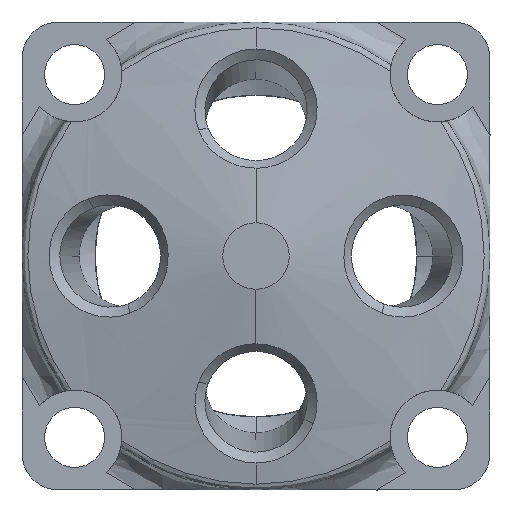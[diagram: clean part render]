
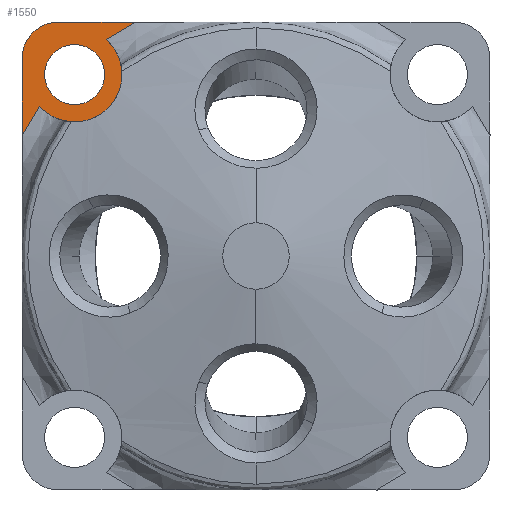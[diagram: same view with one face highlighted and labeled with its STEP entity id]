
A CAD part, front view. The second image highlights one B-rep face of the part: STEP entity #1550.
In plain terms, the highlighted planar face has unit normal (0, -1, 0).
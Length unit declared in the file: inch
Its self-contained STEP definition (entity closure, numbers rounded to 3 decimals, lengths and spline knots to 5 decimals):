
#51 = AXIS2_PLACEMENT_3D ( 'NONE', #2616, #5112, #929 ) ;
#220 = DIRECTION ( 'NONE',  ( 0., 0., 1. ) ) ;
#234 = CARTESIAN_POINT ( 'NONE',  ( -0.63997, -0.325, 0.92524 ) ) ;
#391 = VERTEX_POINT ( 'NONE', #2549 ) ;
#445 = CARTESIAN_POINT ( 'NONE',  ( 1.5, -0.325, 1. ) ) ;
#484 = CARTESIAN_POINT ( 'NONE',  ( -0.95283, -0.325, 0.60008 ) ) ;
#522 = CARTESIAN_POINT ( 'NONE',  ( -0.51539, -0.325, 1. ) ) ;
#564 = ORIENTED_EDGE ( 'NONE', *, *, #3682, .F. ) ;
#625 = ORIENTED_EDGE ( 'NONE', *, *, #757, .T. ) ;
#757 = EDGE_CURVE ( 'NONE', #2671, #1757, #6101, .T. ) ;
#774 = DIRECTION ( 'NONE',  ( 0., 0., -1. ) ) ;
#929 = DIRECTION ( 'NONE',  ( 0., 0., -1. ) ) ;
#981 = EDGE_CURVE ( 'NONE', #2344, #1864, #5429, .T. ) ;
#1135 = CARTESIAN_POINT ( 'NONE',  ( -0.92524, -0.325, 0.63997 ) ) ;
#1432 = DIRECTION ( 'NONE',  ( 0., 0., 1. ) ) ;
#1538 = ORIENTED_EDGE ( 'NONE', *, *, #7398, .T. ) ;
#1550 = ADVANCED_FACE ( 'NONE', ( #3051, #2473 ), #5540, .F. ) ;
#1757 = VERTEX_POINT ( 'NONE', #7944 ) ;
#1806 = EDGE_LOOP ( 'NONE', ( #2832, #4070, #3087, #625, #1538, #7455, #6558 ) ) ;
#1864 = VERTEX_POINT ( 'NONE', #4007 ) ;
#1904 = CARTESIAN_POINT ( 'NONE',  ( -0.63997, -0.325, 0.92524 ) ) ;
#2153 =( BOUNDED_CURVE ( )  B_SPLINE_CURVE ( 3, ( #1135, #484, #5303, #6730 ),
 .UNSPECIFIED., .F., .T. ) 
 B_SPLINE_CURVE_WITH_KNOTS ( ( 4, 4 ),
 ( 0., 1. ),
 .UNSPECIFIED. ) 
 CURVE ( )  GEOMETRIC_REPRESENTATION_ITEM ( )  RATIONAL_B_SPLINE_CURVE ( ( 1., 0.999, 0.999, 1. ) ) 
 REPRESENTATION_ITEM ( '' )  );
#2159 = CARTESIAN_POINT ( 'NONE',  ( -0.775, -0.325, 0.775 ) ) ;
#2220 = VERTEX_POINT ( 'NONE', #4870 ) ;
#2246 = EDGE_CURVE ( 'NONE', #3865, #391, #2336, .T. ) ;
#2293 = CARTESIAN_POINT ( 'NONE',  ( -0.844, -0.325, 1. ) ) ;
#2336 = LINE ( 'NONE', #3564, #7754 ) ;
#2344 = VERTEX_POINT ( 'NONE', #2293 ) ;
#2433 = CARTESIAN_POINT ( 'NONE',  ( 1.5, -0.325, 0. ) ) ;
#2441 = CARTESIAN_POINT ( 'NONE',  ( -0.55853, -0.325, 0.97777 ) ) ;
#2464 = CARTESIAN_POINT ( 'NONE',  ( -1., -0.325, 0.51539 ) ) ;
#2473 = FACE_OUTER_BOUND ( 'NONE', #1806, .T. ) ;
#2549 = CARTESIAN_POINT ( 'NONE',  ( -1., -0.325, 0.844 ) ) ;
#2616 = CARTESIAN_POINT ( 'NONE',  ( -0.844, -0.325, 0.844 ) ) ;
#2671 = VERTEX_POINT ( 'NONE', #3093 ) ;
#2696 = DIRECTION ( 'NONE',  ( 0., -1., 0. ) ) ;
#2759 = VERTEX_POINT ( 'NONE', #6156 ) ;
#2831 = AXIS2_PLACEMENT_3D ( 'NONE', #2996, #2955, #5029 ) ;
#2832 = ORIENTED_EDGE ( 'NONE', *, *, #4350, .F. ) ;
#2859 = CIRCLE ( 'NONE', #7258, 0.202 ) ;
#2955 = DIRECTION ( 'NONE',  ( 0., -1., 0. ) ) ;
#2996 = CARTESIAN_POINT ( 'NONE',  ( -0.775, -0.325, 0.775 ) ) ;
#3051 = FACE_BOUND ( 'NONE', #4479, .T. ) ;
#3087 = ORIENTED_EDGE ( 'NONE', *, *, #6924, .F. ) ;
#3093 = CARTESIAN_POINT ( 'NONE',  ( -0.92524, -0.325, 0.63997 ) ) ;
#3564 = CARTESIAN_POINT ( 'NONE',  ( -1., -0.325, 0. ) ) ;
#3682 = EDGE_CURVE ( 'NONE', #2759, #2220, #4300, .T. ) ;
#3746 = VECTOR ( 'NONE', #7741, 39.37008 ) ;
#3827 = CIRCLE ( 'NONE', #51, 0.156 ) ;
#3865 = VERTEX_POINT ( 'NONE', #2464 ) ;
#4007 = CARTESIAN_POINT ( 'NONE',  ( -0.51539, -0.325, 1. ) ) ;
#4070 = ORIENTED_EDGE ( 'NONE', *, *, #2246, .F. ) ;
#4300 = CIRCLE ( 'NONE', #6380, 0.1285 ) ;
#4350 = EDGE_CURVE ( 'NONE', #391, #2344, #3827, .T. ) ;
#4479 = EDGE_LOOP ( 'NONE', ( #7726, #564 ) ) ;
#4870 = CARTESIAN_POINT ( 'NONE',  ( -0.775, -0.325, 0.9035 ) ) ;
#4905 = AXIS2_PLACEMENT_3D ( 'NONE', #6298, #5843, #1432 ) ;
#4926 = DIRECTION ( 'NONE',  ( 0., 1., 0. ) ) ;
#5029 = DIRECTION ( 'NONE',  ( 0., 0., -1. ) ) ;
#5112 = DIRECTION ( 'NONE',  ( 0., 1., 0. ) ) ;
#5131 = DIRECTION ( 'NONE',  ( 0., -1., 0. ) ) ;
#5303 = CARTESIAN_POINT ( 'NONE',  ( -0.97778, -0.325, 0.5585 ) ) ;
#5429 = LINE ( 'NONE', #445, #3746 ) ;
#5540 = PLANE ( 'NONE',  #7777 ) ;
#5843 = DIRECTION ( 'NONE',  ( 0., -1., 0. ) ) ;
#6101 = CIRCLE ( 'NONE', #2831, 0.202 ) ;
#6119 = CARTESIAN_POINT ( 'NONE',  ( -0.60006, -0.325, 0.95284 ) ) ;
#6156 = CARTESIAN_POINT ( 'NONE',  ( -0.775, -0.325, 0.6465 ) ) ;
#6298 = CARTESIAN_POINT ( 'NONE',  ( -0.775, -0.325, 0.775 ) ) ;
#6380 = AXIS2_PLACEMENT_3D ( 'NONE', #7688, #5131, #220 ) ;
#6385 = EDGE_CURVE ( 'NONE', #2220, #2759, #7374, .T. ) ;
#6558 = ORIENTED_EDGE ( 'NONE', *, *, #981, .F. ) ;
#6595 = B_SPLINE_CURVE_WITH_KNOTS ( 'NONE', 3,
 ( #1904, #6119, #2441, #522 ),
 .UNSPECIFIED., .F., .F.,
 ( 4, 4 ),
 ( 0., 1. ),
 .UNSPECIFIED. ) ;
#6730 = CARTESIAN_POINT ( 'NONE',  ( -1., -0.325, 0.51539 ) ) ;
#6924 = EDGE_CURVE ( 'NONE', #2671, #3865, #2153, .T. ) ;
#7258 = AXIS2_PLACEMENT_3D ( 'NONE', #2159, #2696, #774 ) ;
#7315 = DIRECTION ( 'NONE',  ( 0., 0., 1. ) ) ;
#7374 = CIRCLE ( 'NONE', #4905, 0.1285 ) ;
#7398 = EDGE_CURVE ( 'NONE', #1757, #7538, #2859, .T. ) ;
#7455 = ORIENTED_EDGE ( 'NONE', *, *, #7939, .T. ) ;
#7490 = DIRECTION ( 'NONE',  ( 0., 0., 1. ) ) ;
#7538 = VERTEX_POINT ( 'NONE', #234 ) ;
#7688 = CARTESIAN_POINT ( 'NONE',  ( -0.775, -0.325, 0.775 ) ) ;
#7726 = ORIENTED_EDGE ( 'NONE', *, *, #6385, .F. ) ;
#7741 = DIRECTION ( 'NONE',  ( 1., 0., 0. ) ) ;
#7754 = VECTOR ( 'NONE', #7315, 39.37008 ) ;
#7777 = AXIS2_PLACEMENT_3D ( 'NONE', #2433, #4926, #7490 ) ;
#7939 = EDGE_CURVE ( 'NONE', #7538, #1864, #6595, .T. ) ;
#7944 = CARTESIAN_POINT ( 'NONE',  ( -0.775, -0.325, 0.573 ) ) ;
